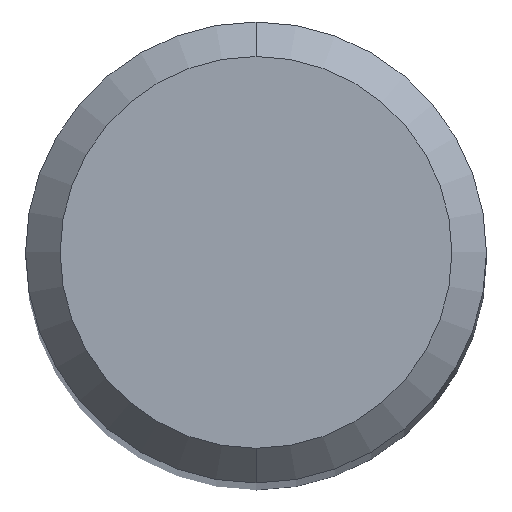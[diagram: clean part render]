
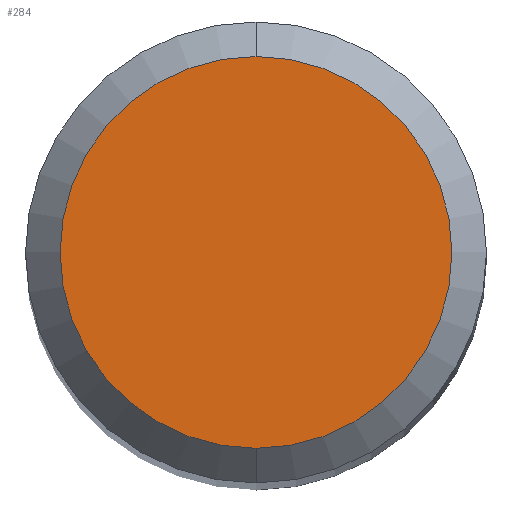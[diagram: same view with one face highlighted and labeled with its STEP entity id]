
A CAD part, top view. The second image highlights one B-rep face of the part: STEP entity #284.
In plain terms, the highlighted planar face has unit normal (0, 0, 1).
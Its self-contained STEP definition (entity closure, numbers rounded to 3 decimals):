
#216=VERTEX_POINT('',#551);
#284=ADVANCED_FACE('',(#630),#631,.T.);
#306=EDGE_CURVE('',#322,#216,#655,.T.);
#322=VERTEX_POINT('',#673);
#502=EDGE_CURVE('',#216,#322,#871,.T.);
#551=CARTESIAN_POINT('',(0.,-1.7,0.0));
#630=FACE_OUTER_BOUND('',#1095,.T.);
#631=PLANE('',#1096);
#655=CIRCLE('',#1157,1.7);
#673=CARTESIAN_POINT('',(0.0,1.7,0.0));
#871=CIRCLE('',#1551,1.7);
#1095=EDGE_LOOP('',(#1695,#1696));
#1096=AXIS2_PLACEMENT_3D('',#1697,#1698,#1699);
#1157=AXIS2_PLACEMENT_3D('',#1728,#1729,#1730);
#1551=AXIS2_PLACEMENT_3D('',#1947,#1948,#1949);
#1695=ORIENTED_EDGE('',*,*,#306,.F.);
#1696=ORIENTED_EDGE('',*,*,#502,.F.);
#1697=CARTESIAN_POINT('',(0.0,0.85,0.0));
#1698=DIRECTION('',(-0.0,0.0,1.0));
#1699=DIRECTION('',(0.0,-1.0,0.0));
#1728=CARTESIAN_POINT('',(0.0,0.0,0.0));
#1729=DIRECTION('',(0.0,0.0,-1.0));
#1730=DIRECTION('',(0.0,1.0,0.0));
#1947=CARTESIAN_POINT('',(0.0,0.0,0.0));
#1948=DIRECTION('',(0.0,0.0,-1.0));
#1949=DIRECTION('',(0.0,1.0,0.0));
